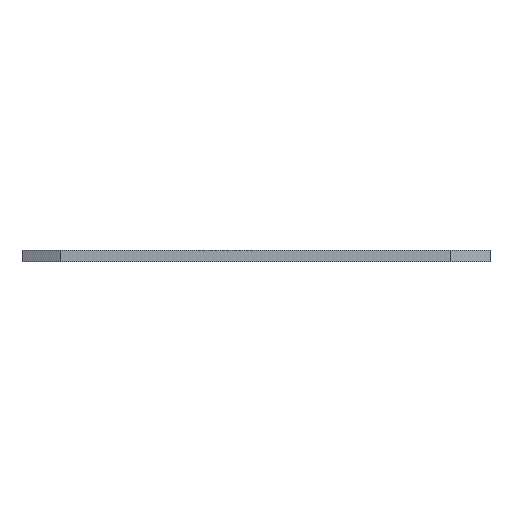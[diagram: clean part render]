
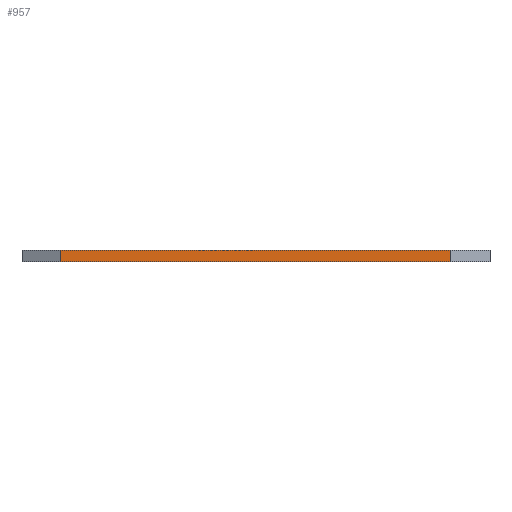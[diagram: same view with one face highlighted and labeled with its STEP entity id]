
A CAD part, front view. The second image highlights one B-rep face of the part: STEP entity #957.
In plain terms, the highlighted planar face has unit normal (0, -1, 0).
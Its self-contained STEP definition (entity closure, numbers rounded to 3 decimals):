
#61=PLANE('',#1029);
#107=FACE_OUTER_BOUND('',#153,.T.);
#153=EDGE_LOOP('',(#789,#790,#791,#792));
#269=LINE('',#1508,#377);
#270=LINE('',#1511,#378);
#271=LINE('',#1513,#379);
#272=LINE('',#1514,#380);
#377=VECTOR('',#1245,10.);
#378=VECTOR('',#1248,10.);
#379=VECTOR('',#1249,10.);
#380=VECTOR('',#1250,10.);
#497=VERTEX_POINT('',#1504);
#498=VERTEX_POINT('',#1506);
#499=VERTEX_POINT('',#1510);
#500=VERTEX_POINT('',#1512);
#621=EDGE_CURVE('',#497,#498,#269,.T.);
#622=EDGE_CURVE('',#499,#497,#270,.T.);
#623=EDGE_CURVE('',#500,#498,#271,.T.);
#624=EDGE_CURVE('',#499,#500,#272,.T.);
#789=ORIENTED_EDGE('',*,*,#622,.T.);
#790=ORIENTED_EDGE('',*,*,#621,.T.);
#791=ORIENTED_EDGE('',*,*,#623,.F.);
#792=ORIENTED_EDGE('',*,*,#624,.F.);
#957=ADVANCED_FACE('',(#107),#61,.T.);
#1029=AXIS2_PLACEMENT_3D('',#1509,#1246,#1247);
#1245=DIRECTION('',(0.,0.,1.));
#1246=DIRECTION('center_axis',(0.,-1.,0.));
#1247=DIRECTION('ref_axis',(1.,0.,0.));
#1248=DIRECTION('',(1.,0.,0.));
#1249=DIRECTION('',(1.,0.,0.));
#1250=DIRECTION('',(0.,0.,1.));
#1504=CARTESIAN_POINT('',(49.5,-49.75,0.));
#1506=CARTESIAN_POINT('',(49.5,-49.75,3.));
#1508=CARTESIAN_POINT('',(49.5,-49.75,0.));
#1509=CARTESIAN_POINT('Origin',(-50.5,-49.75,0.));
#1510=CARTESIAN_POINT('',(-50.5,-49.75,0.));
#1511=CARTESIAN_POINT('',(-50.5,-49.75,0.));
#1512=CARTESIAN_POINT('',(-50.5,-49.75,3.));
#1513=CARTESIAN_POINT('',(-50.5,-49.75,3.));
#1514=CARTESIAN_POINT('',(-50.5,-49.75,0.));
